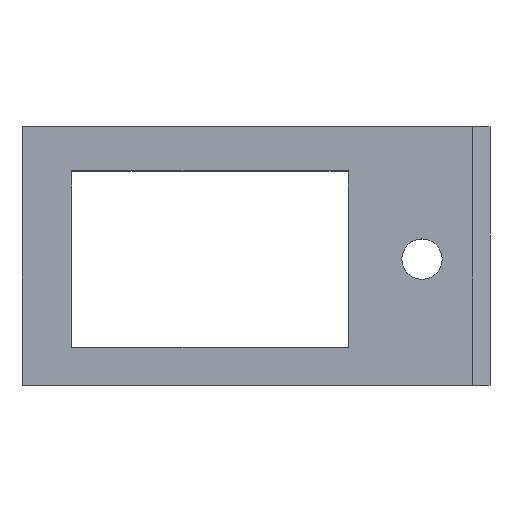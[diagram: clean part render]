
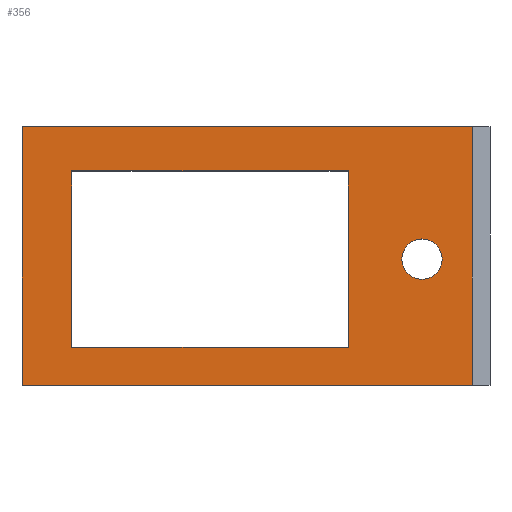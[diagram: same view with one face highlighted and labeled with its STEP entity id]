
A CAD part, top view. The second image highlights one B-rep face of the part: STEP entity #356.
In plain terms, the highlighted planar face has unit normal (0, 0, 1).
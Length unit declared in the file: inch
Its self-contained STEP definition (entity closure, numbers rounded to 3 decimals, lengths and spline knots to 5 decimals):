
#16=FACE_BOUND('',#68,.T.);
#17=FACE_BOUND('',#69,.T.);
#32=PLANE('',#391);
#49=FACE_OUTER_BOUND('',#67,.T.);
#67=EDGE_LOOP('',(#329,#330,#331,#332));
#68=EDGE_LOOP('',(#333));
#69=EDGE_LOOP('',(#334,#335,#336,#337));
#78=LINE('',#504,#122);
#101=LINE('',#551,#145);
#104=LINE('',#556,#148);
#106=LINE('',#560,#150);
#107=LINE('',#562,#151);
#110=LINE('',#571,#154);
#112=LINE('',#574,#156);
#113=LINE('',#576,#157);
#122=VECTOR('',#410,0.3937);
#145=VECTOR('',#449,0.3937);
#148=VECTOR('',#454,0.3937);
#150=VECTOR('',#458,0.3937);
#151=VECTOR('',#461,0.3937);
#154=VECTOR('',#470,0.3937);
#156=VECTOR('',#474,0.3937);
#157=VECTOR('',#477,0.3937);
#161=CIRCLE('',#387,0.08);
#171=VERTEX_POINT('',#501);
#172=VERTEX_POINT('',#503);
#187=VERTEX_POINT('',#548);
#188=VERTEX_POINT('',#550);
#189=VERTEX_POINT('',#554);
#190=VERTEX_POINT('',#558);
#191=VERTEX_POINT('',#564);
#192=VERTEX_POINT('',#568);
#193=VERTEX_POINT('',#570);
#204=EDGE_CURVE('',#172,#171,#78,.T.);
#228=EDGE_CURVE('',#188,#187,#101,.T.);
#231=EDGE_CURVE('',#187,#189,#104,.T.);
#233=EDGE_CURVE('',#189,#190,#106,.T.);
#234=EDGE_CURVE('',#190,#188,#107,.T.);
#235=EDGE_CURVE('',#191,#191,#161,.T.);
#238=EDGE_CURVE('',#193,#192,#110,.T.);
#240=EDGE_CURVE('',#171,#193,#112,.T.);
#241=EDGE_CURVE('',#192,#172,#113,.T.);
#329=ORIENTED_EDGE('',*,*,#241,.T.);
#330=ORIENTED_EDGE('',*,*,#204,.T.);
#331=ORIENTED_EDGE('',*,*,#240,.T.);
#332=ORIENTED_EDGE('',*,*,#238,.T.);
#333=ORIENTED_EDGE('',*,*,#235,.T.);
#334=ORIENTED_EDGE('',*,*,#228,.T.);
#335=ORIENTED_EDGE('',*,*,#231,.T.);
#336=ORIENTED_EDGE('',*,*,#233,.T.);
#337=ORIENTED_EDGE('',*,*,#234,.T.);
#356=ADVANCED_FACE('',(#49,#16,#17),#32,.T.);
#387=AXIS2_PLACEMENT_3D('',#565,#464,#465);
#391=AXIS2_PLACEMENT_3D('',#577,#478,#479);
#410=DIRECTION('',(1.,0.,0.));
#449=DIRECTION('',(-1.,0.,0.));
#454=DIRECTION('',(0.,1.,0.));
#458=DIRECTION('',(1.,0.,0.));
#461=DIRECTION('',(0.,-1.,0.));
#464=DIRECTION('center_axis',(0.,0.,-1.));
#465=DIRECTION('ref_axis',(1.,0.,0.));
#470=DIRECTION('',(-1.,0.,0.));
#474=DIRECTION('',(0.,1.,0.));
#477=DIRECTION('',(0.,-1.,0.));
#478=DIRECTION('center_axis',(0.,0.,1.));
#479=DIRECTION('ref_axis',(1.,0.,0.));
#501=CARTESIAN_POINT('',(1.788,0.,0.07));
#503=CARTESIAN_POINT('',(0.,0.,0.07));
#504=CARTESIAN_POINT('',(0.,0.,0.07));
#548=CARTESIAN_POINT('',(0.198,0.15,0.07));
#550=CARTESIAN_POINT('',(1.295,0.15,0.07));
#551=CARTESIAN_POINT('',(1.295,0.15,0.07));
#554=CARTESIAN_POINT('',(0.198,0.85,0.07));
#556=CARTESIAN_POINT('',(0.198,0.15,0.07));
#558=CARTESIAN_POINT('',(1.295,0.85,0.07));
#560=CARTESIAN_POINT('',(0.198,0.85,0.07));
#562=CARTESIAN_POINT('',(1.295,0.85,0.07));
#564=CARTESIAN_POINT('',(1.508,0.5,0.07));
#565=CARTESIAN_POINT('Origin',(1.588,0.5,0.07));
#568=CARTESIAN_POINT('',(0.,1.025,0.07));
#570=CARTESIAN_POINT('',(1.788,1.025,0.07));
#571=CARTESIAN_POINT('',(1.788,1.025,0.07));
#574=CARTESIAN_POINT('',(1.788,0.,0.07));
#576=CARTESIAN_POINT('',(0.,1.025,0.07));
#577=CARTESIAN_POINT('Origin',(0.894,0.5125,0.07));
